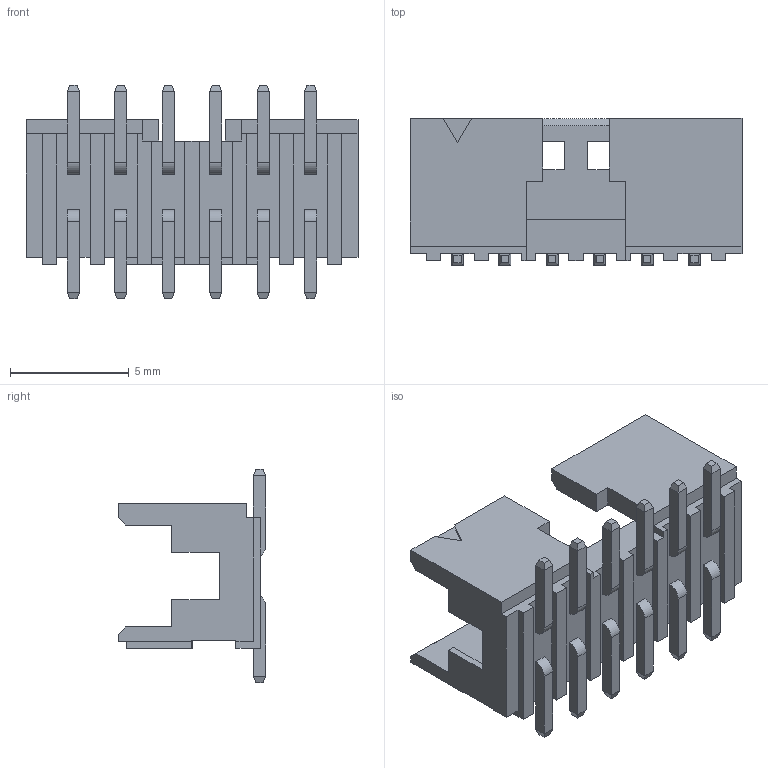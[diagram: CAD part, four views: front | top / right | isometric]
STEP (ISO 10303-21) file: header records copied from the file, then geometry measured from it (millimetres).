
FILE_DESCRIPTION (( 'STEP AP214' ), '1' );
FILE_NAME ('98424-F52-12A.STEP', '2023-05-02T17:12:44', ( '' ), ( '' ), 'SwSTEP 2.0', 'SolidWorks 2021', '' );
FILE_SCHEMA (( 'AUTOMOTIVE_DESIGN' ));
Length unit declared in the file: millimetre
Products named in the file (4): 98424-F52-12A; B^Assem 98424 add; 98424_12; A^Assem 98424 add
Assembly tree (13 placements, depth 2):
  98424-F52-12A
    98424_12
    A^Assem 98424 add  x6
    B^Assem 98424 add  x6
Bounding box: 14 x 6.2 x 9 mm (x, y, z)
Volume: 205.9 mm3; surface area: 595.3 mm2
Topology: 13 solids, 13 shells, 232 faces, 574 edges, 366 vertices
Faces by surface type: plane 220, cylinder 12
Entity records: 4424 total; most frequent: CARTESIAN_POINT 768, ORIENTED_EDGE 748, DIRECTION 674, EDGE_CURVE 374, VECTOR 370, LINE 370, VERTEX_POINT 246, AXIS2_PLACEMENT_3D 152
